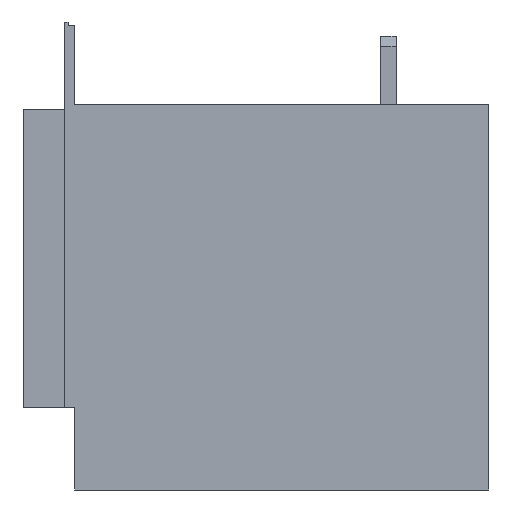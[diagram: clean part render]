
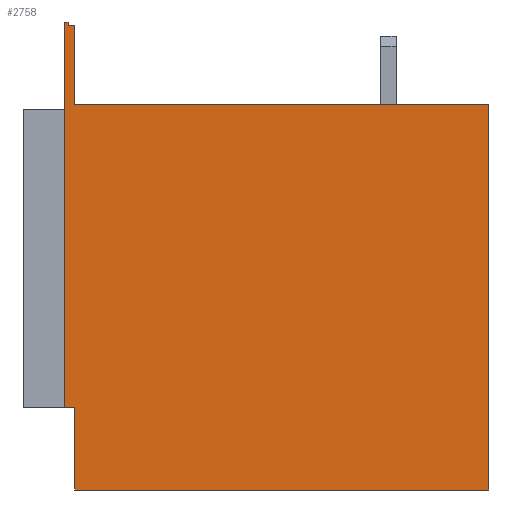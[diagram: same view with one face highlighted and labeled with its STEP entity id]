
A CAD part, left-side view. The second image highlights one B-rep face of the part: STEP entity #2758.
In plain terms, the highlighted planar face has unit normal (-1, 0, 0).
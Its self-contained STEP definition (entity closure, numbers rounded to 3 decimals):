
#2674=AXIS2_PLACEMENT_3D('Plane Axis2P3D',#2671,#2672,#2673) ;
#1699=CARTESIAN_POINT('Vertex',(-45.,0.,-140.)) ;
#1702=CARTESIAN_POINT('Line Origine',(-45.,40.25,-140.)) ;
#1706=CARTESIAN_POINT('Vertex',(-45.,80.5,-140.)) ;
#2629=CARTESIAN_POINT('Line Origine',(-45.,0.,-102.5)) ;
#2633=CARTESIAN_POINT('Vertex',(-45.,0.,-65.)) ;
#2671=CARTESIAN_POINT('Axis2P3D Location',(-45.,0.,0.)) ;
#2676=CARTESIAN_POINT('Line Origine',(-45.,82.5,-95.)) ;
#2680=CARTESIAN_POINT('Vertex',(-45.,82.5,-124.)) ;
#2682=CARTESIAN_POINT('Vertex',(-45.,82.5,-66.)) ;
#2685=CARTESIAN_POINT('Line Origine',(-45.,81.5,-124.)) ;
#2689=CARTESIAN_POINT('Vertex',(-45.,80.5,-124.)) ;
#2692=CARTESIAN_POINT('Line Origine',(-45.,80.5,-132.)) ;
#2697=CARTESIAN_POINT('Line Origine',(-45.,40.25,-65.)) ;
#2701=CARTESIAN_POINT('Vertex',(-45.,80.5,-65.)) ;
#2704=CARTESIAN_POINT('Line Origine',(-45.,80.5,-57.3)) ;
#2708=CARTESIAN_POINT('Vertex',(-45.,80.5,-49.6)) ;
#2711=CARTESIAN_POINT('Line Origine',(-45.,81.15,-49.6)) ;
#2715=CARTESIAN_POINT('Vertex',(-45.,81.8,-49.6)) ;
#2718=CARTESIAN_POINT('Line Origine',(-45.,81.8,-49.3)) ;
#2722=CARTESIAN_POINT('Vertex',(-45.,81.8,-49.)) ;
#2725=CARTESIAN_POINT('Line Origine',(-45.,82.15,-49.)) ;
#2729=CARTESIAN_POINT('Vertex',(-45.,82.5,-49.)) ;
#2732=CARTESIAN_POINT('Line Origine',(-45.,82.5,-49.5)) ;
#2736=CARTESIAN_POINT('Vertex',(-45.,82.5,-50.)) ;
#2739=CARTESIAN_POINT('Line Origine',(-45.,82.5,-58.)) ;
#1703=DIRECTION('Vector Direction',(0.,1.,0.)) ;
#2630=DIRECTION('Vector Direction',(0.,0.,1.)) ;
#2672=DIRECTION('Axis2P3D Direction',(1.,0.,0.)) ;
#2673=DIRECTION('Axis2P3D XDirection',(0.,1.,0.)) ;
#2677=DIRECTION('Vector Direction',(0.,0.,1.)) ;
#2686=DIRECTION('Vector Direction',(0.,-1.,0.)) ;
#2693=DIRECTION('Vector Direction',(0.,0.,1.)) ;
#2698=DIRECTION('Vector Direction',(0.,1.,0.)) ;
#2705=DIRECTION('Vector Direction',(0.,0.,-1.)) ;
#2712=DIRECTION('Vector Direction',(0.,-1.,0.)) ;
#2719=DIRECTION('Vector Direction',(0.,0.,-1.)) ;
#2726=DIRECTION('Vector Direction',(0.,1.,0.)) ;
#2733=DIRECTION('Vector Direction',(0.,0.,-1.)) ;
#2740=DIRECTION('Vector Direction',(0.,0.,-1.)) ;
#1704=VECTOR('Line Direction',#1703,1.) ;
#2631=VECTOR('Line Direction',#2630,1.) ;
#2678=VECTOR('Line Direction',#2677,1.) ;
#2687=VECTOR('Line Direction',#2686,1.) ;
#2694=VECTOR('Line Direction',#2693,1.) ;
#2699=VECTOR('Line Direction',#2698,1.) ;
#2706=VECTOR('Line Direction',#2705,1.) ;
#2713=VECTOR('Line Direction',#2712,1.) ;
#2720=VECTOR('Line Direction',#2719,1.) ;
#2727=VECTOR('Line Direction',#2726,1.) ;
#2734=VECTOR('Line Direction',#2733,1.) ;
#2741=VECTOR('Line Direction',#2740,1.) ;
#2745=ORIENTED_EDGE('',*,*,#2684,.F.) ;
#2746=ORIENTED_EDGE('',*,*,#2691,.F.) ;
#2747=ORIENTED_EDGE('',*,*,#2696,.F.) ;
#2748=ORIENTED_EDGE('',*,*,#1708,.F.) ;
#2749=ORIENTED_EDGE('',*,*,#2635,.F.) ;
#2750=ORIENTED_EDGE('',*,*,#2703,.F.) ;
#2751=ORIENTED_EDGE('',*,*,#2710,.F.) ;
#2752=ORIENTED_EDGE('',*,*,#2717,.F.) ;
#2753=ORIENTED_EDGE('',*,*,#2724,.F.) ;
#2754=ORIENTED_EDGE('',*,*,#2731,.F.) ;
#2755=ORIENTED_EDGE('',*,*,#2738,.F.) ;
#2756=ORIENTED_EDGE('',*,*,#2743,.T.) ;
#2758=ADVANCED_FACE('Differenziale',(#2757),#2675,.F.) ;
#1708=EDGE_CURVE('',#1700,#1707,#1705,.T.) ;
#2635=EDGE_CURVE('',#2634,#1700,#2632,.F.) ;
#2684=EDGE_CURVE('',#2681,#2683,#2679,.T.) ;
#2691=EDGE_CURVE('',#2690,#2681,#2688,.F.) ;
#2696=EDGE_CURVE('',#1707,#2690,#2695,.T.) ;
#2703=EDGE_CURVE('',#2702,#2634,#2700,.F.) ;
#2710=EDGE_CURVE('',#2709,#2702,#2707,.T.) ;
#2717=EDGE_CURVE('',#2716,#2709,#2714,.T.) ;
#2724=EDGE_CURVE('',#2723,#2716,#2721,.T.) ;
#2731=EDGE_CURVE('',#2730,#2723,#2728,.F.) ;
#2738=EDGE_CURVE('',#2737,#2730,#2735,.F.) ;
#2743=EDGE_CURVE('',#2737,#2683,#2742,.T.) ;
#2744=EDGE_LOOP('',(#2745,#2746,#2747,#2748,#2749,#2750,#2751,#2752,#2753,#2754,#2755,#2756)) ;
#2757=FACE_OUTER_BOUND('',#2744,.T.) ;
#1705=LINE('Line',#1702,#1704) ;
#2632=LINE('Line',#2629,#2631) ;
#2679=LINE('Line',#2676,#2678) ;
#2688=LINE('Line',#2685,#2687) ;
#2695=LINE('Line',#2692,#2694) ;
#2700=LINE('Line',#2697,#2699) ;
#2707=LINE('Line',#2704,#2706) ;
#2714=LINE('Line',#2711,#2713) ;
#2721=LINE('Line',#2718,#2720) ;
#2728=LINE('Line',#2725,#2727) ;
#2735=LINE('Line',#2732,#2734) ;
#2742=LINE('Line',#2739,#2741) ;
#2675=PLANE('',#2674) ;
#1700=VERTEX_POINT('',#1699) ;
#1707=VERTEX_POINT('',#1706) ;
#2634=VERTEX_POINT('',#2633) ;
#2681=VERTEX_POINT('',#2680) ;
#2683=VERTEX_POINT('',#2682) ;
#2690=VERTEX_POINT('',#2689) ;
#2702=VERTEX_POINT('',#2701) ;
#2709=VERTEX_POINT('',#2708) ;
#2716=VERTEX_POINT('',#2715) ;
#2723=VERTEX_POINT('',#2722) ;
#2730=VERTEX_POINT('',#2729) ;
#2737=VERTEX_POINT('',#2736) ;
